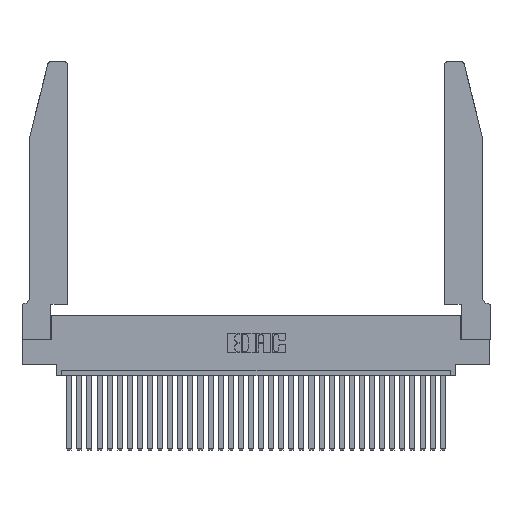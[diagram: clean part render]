
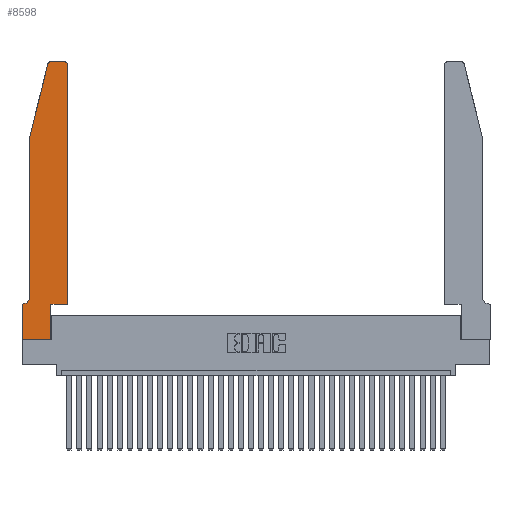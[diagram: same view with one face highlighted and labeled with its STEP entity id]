
A CAD part, top view. The second image highlights one B-rep face of the part: STEP entity #8598.
In plain terms, the highlighted planar face has unit normal (0, 0, 1).
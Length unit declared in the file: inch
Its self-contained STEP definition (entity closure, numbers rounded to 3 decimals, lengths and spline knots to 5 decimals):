
#211 = DIRECTION ( 'NONE',  ( -1., 0., 0. ) ) ;
#264 = LINE ( 'NONE', #30977, #13388 ) ;
#486 = AXIS2_PLACEMENT_3D ( 'NONE', #27006, #14082, #22153 ) ;
#570 = VECTOR ( 'NONE', #7827, 39.37008 ) ;
#753 = DIRECTION ( 'NONE',  ( 0., 0., 1. ) ) ;
#844 = LINE ( 'NONE', #20061, #7445 ) ;
#2525 = CARTESIAN_POINT ( 'NONE',  ( 0.0755, 0.35, 0.37 ) ) ;
#2539 = VERTEX_POINT ( 'NONE', #22152 ) ;
#3466 = AXIS2_PLACEMENT_3D ( 'NONE', #27040, #5402, #211 ) ;
#3731 = CARTESIAN_POINT ( 'NONE',  ( 0., 0.35, 0.37 ) ) ;
#4804 = EDGE_CURVE ( 'NONE', #6598, #32196, #33004, .T. ) ;
#4855 = CARTESIAN_POINT ( 'NONE',  ( 0.0755, 2., 0.37 ) ) ;
#5153 = ORIENTED_EDGE ( 'NONE', *, *, #20475, .T. ) ;
#5402 = DIRECTION ( 'NONE',  ( 0., 0., -1. ) ) ;
#5459 = DIRECTION ( 'NONE',  ( -1., 0., 0. ) ) ;
#6023 = CARTESIAN_POINT ( 'NONE',  ( 0.4505, 0.35, 0.37 ) ) ;
#6598 = VERTEX_POINT ( 'NONE', #32499 ) ;
#6612 = DIRECTION ( 'NONE',  ( 0., -1., 0. ) ) ;
#6920 = CARTESIAN_POINT ( 'NONE',  ( 0.4505, 2.72, 0.37 ) ) ;
#7370 = CARTESIAN_POINT ( 'NONE',  ( 0.4505, 0.35, 0.37 ) ) ;
#7445 = VECTOR ( 'NONE', #30560, 39.37008 ) ;
#7720 = DIRECTION ( 'NONE',  ( 0., -1., 0. ) ) ;
#7751 = VERTEX_POINT ( 'NONE', #6920 ) ;
#7827 = DIRECTION ( 'NONE',  ( 0., 1., 0. ) ) ;
#8169 = ORIENTED_EDGE ( 'NONE', *, *, #22202, .T. ) ;
#8191 = EDGE_CURVE ( 'NONE', #17402, #15925, #11231, .T. ) ;
#8598 = ADVANCED_FACE ( 'NONE', ( #28294 ), #10849, .T. ) ;
#9579 = ORIENTED_EDGE ( 'NONE', *, *, #14753, .T. ) ;
#9758 = VERTEX_POINT ( 'NONE', #12554 ) ;
#10422 = VECTOR ( 'NONE', #31169, 39.37008 ) ;
#10458 = CIRCLE ( 'NONE', #486, 0.03 ) ;
#10849 = PLANE ( 'NONE',  #30604 ) ;
#11079 = EDGE_CURVE ( 'NONE', #15925, #17496, #11846, .T. ) ;
#11231 = LINE ( 'NONE', #4855, #10422 ) ;
#11549 = ORIENTED_EDGE ( 'NONE', *, *, #4804, .T. ) ;
#11588 = EDGE_CURVE ( 'NONE', #30941, #23999, #264, .T. ) ;
#11846 = LINE ( 'NONE', #25712, #27261 ) ;
#12327 = CARTESIAN_POINT ( 'NONE',  ( 0.4205, 2.72, 0.37 ) ) ;
#12554 = CARTESIAN_POINT ( 'NONE',  ( 0.2865, 0.35, 0.37 ) ) ;
#13388 = VECTOR ( 'NONE', #20241, 39.37008 ) ;
#13706 = VECTOR ( 'NONE', #19140, 39.37008 ) ;
#13977 = EDGE_CURVE ( 'NONE', #2539, #17402, #10458, .T. ) ;
#14043 = CARTESIAN_POINT ( 'NONE',  ( 0.4205, 2.75, 0.37 ) ) ;
#14082 = DIRECTION ( 'NONE',  ( 0., 0., 1. ) ) ;
#14713 = CARTESIAN_POINT ( 'NONE',  ( 0.2865, 0., 0.37 ) ) ;
#14753 = EDGE_CURVE ( 'NONE', #32196, #30941, #22418, .T. ) ;
#15087 = CARTESIAN_POINT ( 'NONE',  ( 0.4505, 0.35, 0.37 ) ) ;
#15538 = VECTOR ( 'NONE', #6612, 39.37008 ) ;
#15925 = VERTEX_POINT ( 'NONE', #24923 ) ;
#16999 = LINE ( 'NONE', #6023, #13706 ) ;
#17402 = VERTEX_POINT ( 'NONE', #30835 ) ;
#17496 = VERTEX_POINT ( 'NONE', #23776 ) ;
#18237 = CARTESIAN_POINT ( 'NONE',  ( 0.2605, 2.75, 0.37 ) ) ;
#19008 = VECTOR ( 'NONE', #31038, 39.37008 ) ;
#19140 = DIRECTION ( 'NONE',  ( 1., 0., 0. ) ) ;
#19347 = VERTEX_POINT ( 'NONE', #14043 ) ;
#20061 = CARTESIAN_POINT ( 'NONE',  ( 0.2865, 0.35, 0.37 ) ) ;
#20241 = DIRECTION ( 'NONE',  ( 1., 0., 0. ) ) ;
#20475 = EDGE_CURVE ( 'NONE', #9758, #25471, #16999, .T. ) ;
#21411 = LINE ( 'NONE', #7370, #570 ) ;
#21686 = ORIENTED_EDGE ( 'NONE', *, *, #25428, .T. ) ;
#22152 = CARTESIAN_POINT ( 'NONE',  ( 0.284, 2.75, 0.37 ) ) ;
#22153 = DIRECTION ( 'NONE',  ( 1., 0., 0. ) ) ;
#22202 = EDGE_CURVE ( 'NONE', #19347, #2539, #32095, .T. ) ;
#22418 = LINE ( 'NONE', #22971, #15538 ) ;
#22971 = CARTESIAN_POINT ( 'NONE',  ( 0., 0., 0.37 ) ) ;
#23025 = ORIENTED_EDGE ( 'NONE', *, *, #32509, .T. ) ;
#23673 = EDGE_LOOP ( 'NONE', ( #8169, #28678, #25709, #32128, #23025, #11549, #9579, #27981, #21686, #5153, #29893, #31111 ) ) ;
#23776 = CARTESIAN_POINT ( 'NONE',  ( 0.0755, 0.42, 0.37 ) ) ;
#23907 = CARTESIAN_POINT ( 'NONE',  ( 0., 0.35, 0.37 ) ) ;
#23999 = VERTEX_POINT ( 'NONE', #14713 ) ;
#24079 = CIRCLE ( 'NONE', #26297, 0.03 ) ;
#24923 = CARTESIAN_POINT ( 'NONE',  ( 0.0755, 2., 0.37 ) ) ;
#25296 = DIRECTION ( 'NONE',  ( 1., 0., 0. ) ) ;
#25428 = EDGE_CURVE ( 'NONE', #23999, #9758, #844, .T. ) ;
#25471 = VERTEX_POINT ( 'NONE', #15087 ) ;
#25709 = ORIENTED_EDGE ( 'NONE', *, *, #8191, .T. ) ;
#25712 = CARTESIAN_POINT ( 'NONE',  ( 0.0755, 2., 0.37 ) ) ;
#26297 = AXIS2_PLACEMENT_3D ( 'NONE', #12327, #27887, #25296 ) ;
#27006 = CARTESIAN_POINT ( 'NONE',  ( 0.284, 2.72, 0.37 ) ) ;
#27040 = CARTESIAN_POINT ( 'NONE',  ( 0.0055, 0.42, 0.37 ) ) ;
#27261 = VECTOR ( 'NONE', #7720, 39.37008 ) ;
#27549 = EDGE_CURVE ( 'NONE', #25471, #7751, #21411, .T. ) ;
#27887 = DIRECTION ( 'NONE',  ( 0., 0., 1. ) ) ;
#27981 = ORIENTED_EDGE ( 'NONE', *, *, #11588, .T. ) ;
#28294 = FACE_OUTER_BOUND ( 'NONE', #23673, .T. ) ;
#28678 = ORIENTED_EDGE ( 'NONE', *, *, #13977, .T. ) ;
#29532 = CARTESIAN_POINT ( 'NONE',  ( 0., 0., 0.37 ) ) ;
#29771 = EDGE_CURVE ( 'NONE', #7751, #19347, #24079, .T. ) ;
#29893 = ORIENTED_EDGE ( 'NONE', *, *, #27549, .T. ) ;
#30560 = DIRECTION ( 'NONE',  ( 0., 1., 0. ) ) ;
#30604 = AXIS2_PLACEMENT_3D ( 'NONE', #23907, #753, #32967 ) ;
#30835 = CARTESIAN_POINT ( 'NONE',  ( 0.25487, 2.72718, 0.37 ) ) ;
#30941 = VERTEX_POINT ( 'NONE', #29532 ) ;
#30977 = CARTESIAN_POINT ( 'NONE',  ( 0., 0., 0.37 ) ) ;
#31038 = DIRECTION ( 'NONE',  ( -1., 0., 0. ) ) ;
#31111 = ORIENTED_EDGE ( 'NONE', *, *, #29771, .T. ) ;
#31169 = DIRECTION ( 'NONE',  ( -0.239, -0.971, 0. ) ) ;
#32095 = LINE ( 'NONE', #18237, #19008 ) ;
#32128 = ORIENTED_EDGE ( 'NONE', *, *, #11079, .T. ) ;
#32196 = VERTEX_POINT ( 'NONE', #3731 ) ;
#32499 = CARTESIAN_POINT ( 'NONE',  ( 0.0055, 0.35, 0.37 ) ) ;
#32509 = EDGE_CURVE ( 'NONE', #17496, #6598, #33392, .T. ) ;
#32967 = DIRECTION ( 'NONE',  ( 1., 0., 0. ) ) ;
#33004 = LINE ( 'NONE', #2525, #33442 ) ;
#33392 = CIRCLE ( 'NONE', #3466, 0.07 ) ;
#33442 = VECTOR ( 'NONE', #5459, 39.37008 ) ;
